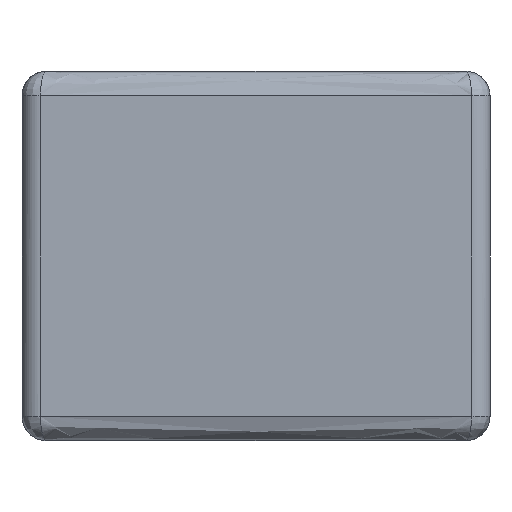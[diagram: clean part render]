
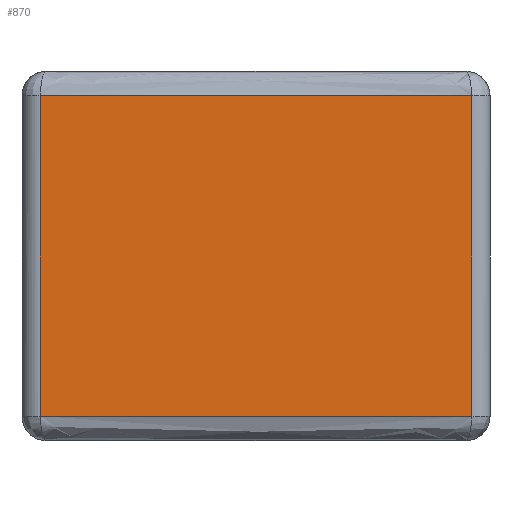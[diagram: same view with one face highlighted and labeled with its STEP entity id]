
A CAD part, front view. The second image highlights one B-rep face of the part: STEP entity #870.
In plain terms, the highlighted free-form (B-spline) face has degree [1, 1] with [2, 2] control points.
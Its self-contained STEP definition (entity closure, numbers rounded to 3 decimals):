
#171 = VERTEX_POINT('',#172);
#172 = CARTESIAN_POINT('',(-17.337,0.,-12.879));
#231 = VERTEX_POINT('',#232);
#232 = CARTESIAN_POINT('',(17.337,0.,-12.879));
#441 = EDGE_CURVE('',#231,#171,#442,.T.);
#442 = B_SPLINE_CURVE_WITH_KNOTS('',1,(#443,#444),.UNSPECIFIED.,.F.,.F.,
  (2,2),(-26.25,8.75),.PIECEWISE_BEZIER_KNOTS.);
#443 = CARTESIAN_POINT('',(17.337,0.,-12.879));
#444 = CARTESIAN_POINT('',(-17.337,0.,-12.879));
#465 = VERTEX_POINT('',#466);
#466 = CARTESIAN_POINT('',(17.337,0.,12.879));
#472 = EDGE_CURVE('',#231,#465,#473,.T.);
#473 = B_SPLINE_CURVE_WITH_KNOTS('',1,(#474,#475),.UNSPECIFIED.,.F.,.F.,
  (2,2),(-13.,13.),.PIECEWISE_BEZIER_KNOTS.);
#474 = CARTESIAN_POINT('',(17.337,0.,-12.879));
#475 = CARTESIAN_POINT('',(17.337,0.,12.879));
#594 = VERTEX_POINT('',#595);
#595 = CARTESIAN_POINT('',(-17.337,0.,12.879));
#793 = EDGE_CURVE('',#594,#465,#794,.T.);
#794 = B_SPLINE_CURVE_WITH_KNOTS('',1,(#795,#796),.UNSPECIFIED.,.F.,.F.,
  (2,2),(-8.75,26.25),.PIECEWISE_BEZIER_KNOTS.);
#795 = CARTESIAN_POINT('',(-17.337,0.,12.879));
#796 = CARTESIAN_POINT('',(17.337,0.,12.879));
#809 = EDGE_CURVE('',#171,#594,#810,.T.);
#810 = B_SPLINE_CURVE_WITH_KNOTS('',1,(#811,#812),.UNSPECIFIED.,.F.,.F.,
  (2,2),(-13.,13.),.PIECEWISE_BEZIER_KNOTS.);
#811 = CARTESIAN_POINT('',(-17.337,0.,-12.879));
#812 = CARTESIAN_POINT('',(-17.337,0.,12.879));
#870 = ADVANCED_FACE('',(#871),#877,.T.);
#871 = FACE_BOUND('',#872,.T.);
#872 = EDGE_LOOP('',(#873,#874,#875,#876));
#873 = ORIENTED_EDGE('',*,*,#441,.F.);
#874 = ORIENTED_EDGE('',*,*,#472,.T.);
#875 = ORIENTED_EDGE('',*,*,#793,.F.);
#876 = ORIENTED_EDGE('',*,*,#809,.F.);
#877 = B_SPLINE_SURFACE_WITH_KNOTS('',1,1,(
    (#878,#879)
    ,(#880,#881
    )),.UNSPECIFIED.,.F.,.F.,.F.,(2,2),(2,2),(0.,35.),(-13.,
    13.),.PIECEWISE_BEZIER_KNOTS.);
#878 = CARTESIAN_POINT('',(-17.337,0.,-12.879));
#879 = CARTESIAN_POINT('',(-17.337,0.,12.879));
#880 = CARTESIAN_POINT('',(17.337,0.,-12.879));
#881 = CARTESIAN_POINT('',(17.337,0.,12.879));
